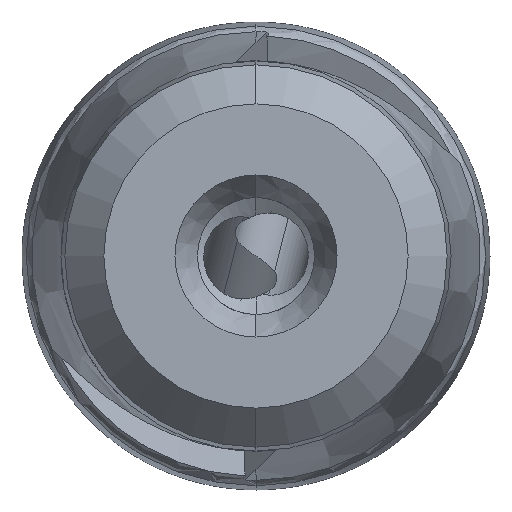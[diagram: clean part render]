
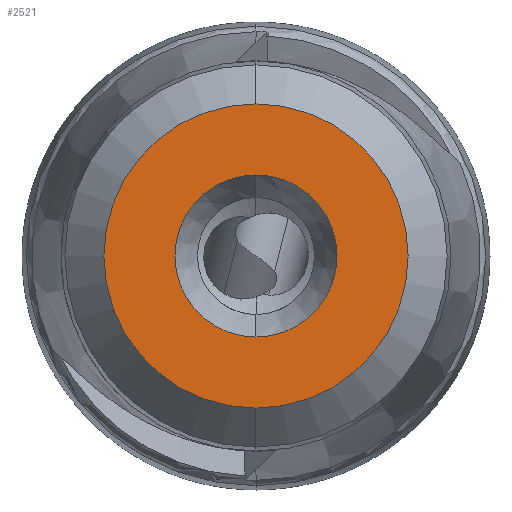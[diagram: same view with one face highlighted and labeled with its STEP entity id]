
A CAD part, left-side view. The second image highlights one B-rep face of the part: STEP entity #2521.
In plain terms, the highlighted planar face has unit normal (-1, 0, 0).
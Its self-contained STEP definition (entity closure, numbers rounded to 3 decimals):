
#7 = CIRCLE ( 'NONE', #33, 2.077 ) ;
#15 = CIRCLE ( 'NONE', #29, 3.9 ) ;
#29 = AXIS2_PLACEMENT_3D ( 'NONE', #693, #694, #695 ) ;
#33 = AXIS2_PLACEMENT_3D ( 'NONE', #698, #699, #700 ) ;
#96 = EDGE_LOOP ( 'NONE', ( #3085, #3166 ) ) ;
#114 = EDGE_LOOP ( 'NONE', ( #3088, #3136 ) ) ;
#133 = EDGE_CURVE ( 'NONE', #2397, #2393, #15, .T. ) ;
#134 = EDGE_CURVE ( 'NONE', #2400, #2398, #7, .T. ) ;
#268 = DIRECTION ( 'NONE',  ( -1., 0., 0. ) ) ;
#269 = CARTESIAN_POINT ( 'NONE',  ( -57.5, 3.9, 0. ) ) ;
#270 = FACE_BOUND ( 'NONE', #96, .T. ) ;
#271 = FACE_OUTER_BOUND ( 'NONE', #114, .T. ) ;
#272 = PLANE ( 'NONE',  #1751 ) ;
#273 = DIRECTION ( 'NONE',  ( 0., 0., 1. ) ) ;
#390 = CIRCLE ( 'NONE', #404, 2.077 ) ;
#404 = AXIS2_PLACEMENT_3D ( 'NONE', #2667, #2668, #2669 ) ;
#693 = CARTESIAN_POINT ( 'NONE',  ( -57.5, 0., 0. ) ) ;
#694 = DIRECTION ( 'NONE',  ( 1., 0., 0. ) ) ;
#695 = DIRECTION ( 'NONE',  ( 0., 0., -1. ) ) ;
#698 = CARTESIAN_POINT ( 'NONE',  ( -57.5, 0., 0. ) ) ;
#699 = DIRECTION ( 'NONE',  ( 1., 0., 0. ) ) ;
#700 = DIRECTION ( 'NONE',  ( 0., 0., -1. ) ) ;
#805 = EDGE_CURVE ( 'NONE', #2393, #2397, #1384, .T. ) ;
#1172 = EDGE_CURVE ( 'NONE', #2398, #2400, #390, .T. ) ;
#1346 = AXIS2_PLACEMENT_3D ( 'NONE', #2092, #2093, #2094 ) ;
#1384 = CIRCLE ( 'NONE', #1346, 3.9 ) ;
#1751 = AXIS2_PLACEMENT_3D ( 'NONE', #269, #268, #273 ) ;
#2092 = CARTESIAN_POINT ( 'NONE',  ( -57.5, 0., 0. ) ) ;
#2093 = DIRECTION ( 'NONE',  ( 1., 0., 0. ) ) ;
#2094 = DIRECTION ( 'NONE',  ( 0., 0., -1. ) ) ;
#2393 = VERTEX_POINT ( 'NONE', #3026 ) ;
#2397 = VERTEX_POINT ( 'NONE', #3030 ) ;
#2398 = VERTEX_POINT ( 'NONE', #3031 ) ;
#2400 = VERTEX_POINT ( 'NONE', #3033 ) ;
#2521 = ADVANCED_FACE ( 'NONE', ( #270, #271 ), #272, .T. ) ;
#2667 = CARTESIAN_POINT ( 'NONE',  ( -57.5, 0., 0. ) ) ;
#2668 = DIRECTION ( 'NONE',  ( 1., 0., 0. ) ) ;
#2669 = DIRECTION ( 'NONE',  ( 0., 0., -1. ) ) ;
#3026 = CARTESIAN_POINT ( 'NONE',  ( -57.5, 0., -3.9 ) ) ;
#3030 = CARTESIAN_POINT ( 'NONE',  ( -57.5, 0., 3.9 ) ) ;
#3031 = CARTESIAN_POINT ( 'NONE',  ( -57.5, 0., 2.077 ) ) ;
#3033 = CARTESIAN_POINT ( 'NONE',  ( -57.5, 0., -2.077 ) ) ;
#3085 = ORIENTED_EDGE ( 'NONE', *, *, #1172, .T. ) ;
#3088 = ORIENTED_EDGE ( 'NONE', *, *, #805, .F. ) ;
#3136 = ORIENTED_EDGE ( 'NONE', *, *, #133, .F. ) ;
#3166 = ORIENTED_EDGE ( 'NONE', *, *, #134, .T. ) ;
